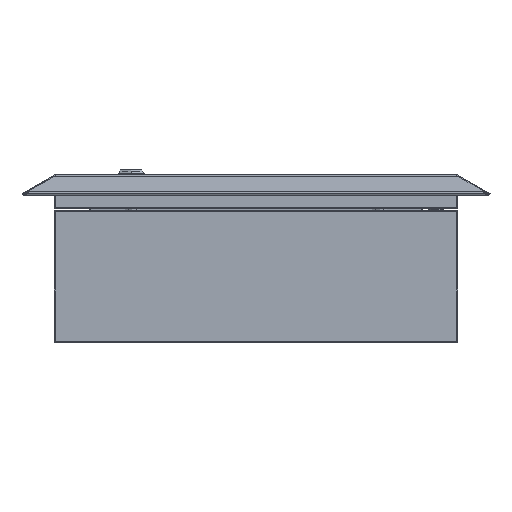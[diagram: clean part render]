
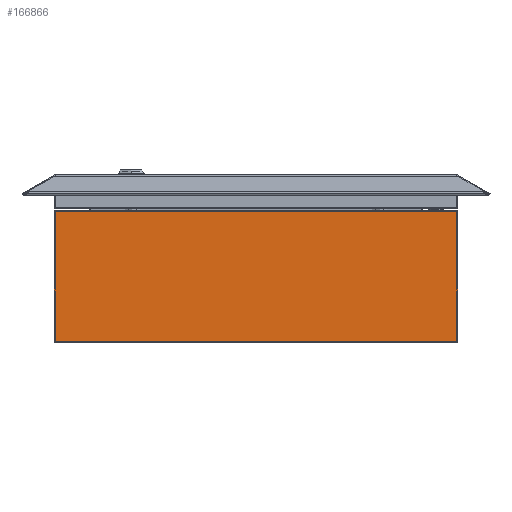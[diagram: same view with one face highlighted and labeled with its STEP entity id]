
A CAD part, front view. The second image highlights one B-rep face of the part: STEP entity #166866.
In plain terms, the highlighted planar face has unit normal (0, -1, 0).
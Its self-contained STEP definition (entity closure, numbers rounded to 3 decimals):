
#611 = CARTESIAN_POINT ( 'NONE',  ( -156.355, -581.28, 452.119 ) ) ;
#16578 = VERTEX_POINT ( 'NONE', #434968 ) ;
#25435 = VECTOR ( 'NONE', #294939, 1000. ) ;
#52235 = EDGE_CURVE ( 'NONE', #229924, #16578, #253823, .T. ) ;
#82224 = CARTESIAN_POINT ( 'NONE',  ( -156.355, -581.28, 554.919 ) ) ;
#110867 = PLANE ( 'NONE',  #254732 ) ;
#110888 = LINE ( 'NONE', #367114, #422833 ) ;
#111925 = CARTESIAN_POINT ( 'NONE',  ( -313.855, -581.28, 554.919 ) ) ;
#128481 = DIRECTION ( 'NONE',  ( 1., 0., 0. ) ) ;
#134186 = DIRECTION ( 'NONE',  ( 0., 1., 0. ) ) ;
#166866 = ADVANCED_FACE ( 'NONE', ( #353651 ), #110867, .F. ) ;
#175025 = CARTESIAN_POINT ( 'NONE',  ( -313.855, -581.28, 452.119 ) ) ;
#200265 = EDGE_CURVE ( 'NONE', #229924, #333540, #110888, .T. ) ;
#200683 = CARTESIAN_POINT ( 'NONE',  ( -156.355, -581.28, 452.919 ) ) ;
#207314 = VECTOR ( 'NONE', #294260, 1000. ) ;
#224630 = EDGE_CURVE ( 'NONE', #16578, #431668, #485628, .T. ) ;
#229924 = VERTEX_POINT ( 'NONE', #111925 ) ;
#235978 = ORIENTED_EDGE ( 'NONE', *, *, #224630, .F. ) ;
#249083 = VECTOR ( 'NONE', #128481, 1000. ) ;
#253823 = LINE ( 'NONE', #82224, #249083 ) ;
#254732 = AXIS2_PLACEMENT_3D ( 'NONE', #200683, #134186, #423525 ) ;
#278144 = CARTESIAN_POINT ( 'NONE',  ( 1.145, -581.28, 458.576 ) ) ;
#294260 = DIRECTION ( 'NONE',  ( 0., 0., -1. ) ) ;
#294939 = DIRECTION ( 'NONE',  ( 1., 0., 0. ) ) ;
#309357 = EDGE_CURVE ( 'NONE', #333540, #431668, #371584, .T. ) ;
#313746 = ORIENTED_EDGE ( 'NONE', *, *, #309357, .T. ) ;
#318398 = ORIENTED_EDGE ( 'NONE', *, *, #52235, .F. ) ;
#325621 = CARTESIAN_POINT ( 'NONE',  ( 1.145, -581.28, 452.119 ) ) ;
#333540 = VERTEX_POINT ( 'NONE', #175025 ) ;
#353651 = FACE_OUTER_BOUND ( 'NONE', #460647, .T. ) ;
#367114 = CARTESIAN_POINT ( 'NONE',  ( -313.855, -581.28, 458.576 ) ) ;
#371584 = LINE ( 'NONE', #611, #25435 ) ;
#422833 = VECTOR ( 'NONE', #489943, 1000. ) ;
#423525 = DIRECTION ( 'NONE',  ( 0., 0., 1. ) ) ;
#431668 = VERTEX_POINT ( 'NONE', #325621 ) ;
#434546 = ORIENTED_EDGE ( 'NONE', *, *, #200265, .T. ) ;
#434968 = CARTESIAN_POINT ( 'NONE',  ( 1.145, -581.28, 554.919 ) ) ;
#460647 = EDGE_LOOP ( 'NONE', ( #313746, #235978, #318398, #434546 ) ) ;
#485628 = LINE ( 'NONE', #278144, #207314 ) ;
#489943 = DIRECTION ( 'NONE',  ( 0., 0., -1. ) ) ;
